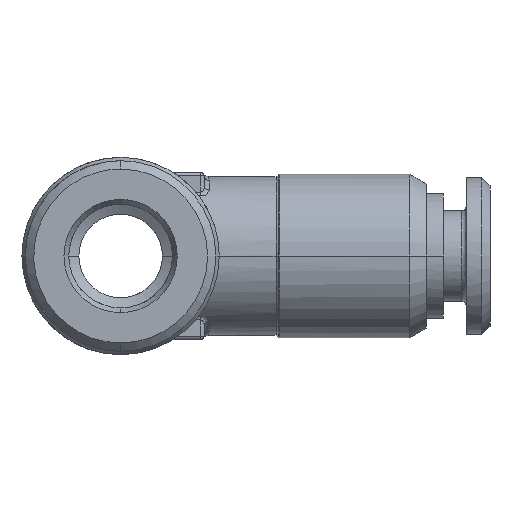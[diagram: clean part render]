
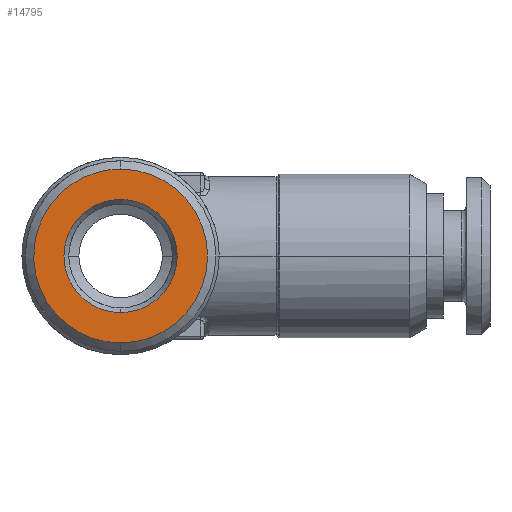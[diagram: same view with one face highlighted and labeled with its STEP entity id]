
A CAD part, left-side view. The second image highlights one B-rep face of the part: STEP entity #14795.
In plain terms, the highlighted planar face has unit normal (-1, 0, 0).
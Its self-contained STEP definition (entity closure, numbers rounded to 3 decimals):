
#14361=CARTESIAN_POINT('Vertex',(-23.8,0.,3.389)) ;
#14364=CARTESIAN_POINT('Axis2P3D Location',(-23.8,0.,0.)) ;
#14368=CARTESIAN_POINT('Vertex',(-23.8,0.,-3.389)) ;
#14441=CARTESIAN_POINT('Axis2P3D Location',(-23.8,0.,0.)) ;
#14750=CARTESIAN_POINT('Axis2P3D Location',(-23.8,0.,0.)) ;
#14756=CARTESIAN_POINT('Control Point',(-23.8,0.,-5.2)) ;
#14757=CARTESIAN_POINT('Control Point',(-23.8,0.559,-5.2)) ;
#14758=CARTESIAN_POINT('Control Point',(-23.8,1.117,-5.125)) ;
#14759=CARTESIAN_POINT('Control Point',(-23.8,1.662,-4.975)) ;
#14760=CARTESIAN_POINT('Control Point',(-23.8,2.699,-4.532)) ;
#14761=CARTESIAN_POINT('Control Point',(-23.8,3.582,-3.832)) ;
#14762=CARTESIAN_POINT('Control Point',(-23.8,3.974,-3.424)) ;
#14763=CARTESIAN_POINT('Control Point',(-23.8,4.638,-2.513)) ;
#14764=CARTESIAN_POINT('Control Point',(-23.8,5.038,-1.46)) ;
#14765=CARTESIAN_POINT('Control Point',(-23.8,5.166,-0.909)) ;
#14766=CARTESIAN_POINT('Control Point',(-23.8,5.271,0.213)) ;
#14767=CARTESIAN_POINT('Control Point',(-23.8,5.076,1.324)) ;
#14768=CARTESIAN_POINT('Control Point',(-23.8,4.904,1.862)) ;
#14769=CARTESIAN_POINT('Control Point',(-23.8,4.419,2.88)) ;
#14770=CARTESIAN_POINT('Control Point',(-23.8,3.684,3.734)) ;
#14771=CARTESIAN_POINT('Control Point',(-23.8,3.26,4.109)) ;
#14772=CARTESIAN_POINT('Control Point',(-23.8,2.394,4.688)) ;
#14773=CARTESIAN_POINT('Control Point',(-23.8,1.415,5.038)) ;
#14774=CARTESIAN_POINT('Control Point',(-23.8,0.949,5.146)) ;
#14775=CARTESIAN_POINT('Control Point',(-23.8,0.474,5.2)) ;
#14776=CARTESIAN_POINT('Control Point',(-23.8,0.,5.2)) ;
#14777=CARTESIAN_POINT('Vertex',(-23.8,0.,-5.2)) ;
#14779=CARTESIAN_POINT('Vertex',(-23.8,0.,5.2)) ;
#14782=CARTESIAN_POINT('Axis2P3D Location',(-23.8,0.,0.)) ;
#14365=DIRECTION('Axis2P3D Direction',(-1.,0.,0.)) ;
#14442=DIRECTION('Axis2P3D Direction',(-1.,0.,0.)) ;
#14751=DIRECTION('Axis2P3D Direction',(-1.,0.,0.)) ;
#14752=DIRECTION('Axis2P3D XDirection',(0.,0.,1.)) ;
#14783=DIRECTION('Axis2P3D Direction',(-1.,0.,0.)) ;
#14366=AXIS2_PLACEMENT_3D('Circle Axis2P3D',#14364,#14365,$) ;
#14443=AXIS2_PLACEMENT_3D('Circle Axis2P3D',#14441,#14442,$) ;
#14753=AXIS2_PLACEMENT_3D('Plane Axis2P3D',#14750,#14751,#14752) ;
#14784=AXIS2_PLACEMENT_3D('Circle Axis2P3D',#14782,#14783,$) ;
#14788=ORIENTED_EDGE('',*,*,#14781,.F.) ;
#14789=ORIENTED_EDGE('',*,*,#14786,.T.) ;
#14792=ORIENTED_EDGE('',*,*,#14445,.F.) ;
#14793=ORIENTED_EDGE('',*,*,#14370,.T.) ;
#14794=FACE_BOUND('',#14791,.T.) ;
#14795=ADVANCED_FACE('MANIFOLD_SOLID_BREP #8803',(#14790,#14794),#14754,.T.) ;
#14755=B_SPLINE_CURVE_WITH_KNOTS('',5,(#14756,#14757,#14758,#14759,#14760,#14761,#14762,#14763,#14764,#14765,#14766,#14767,#14768,#14769,#14770,#14771,#14772,#14773,#14774,#14775,#14776),.UNSPECIFIED.,.F.,.U.,(6,3,3,3,3,3,6),(0.,3.95,7.899,11.849,15.798,19.748,23.103),.UNSPECIFIED.) ;
#14367=CIRCLE('generated circle',#14366,3.389) ;
#14444=CIRCLE('generated circle',#14443,3.389) ;
#14785=CIRCLE('generated circle',#14784,5.2) ;
#14370=EDGE_CURVE('',#14369,#14362,#14367,.F.) ;
#14445=EDGE_CURVE('',#14369,#14362,#14444,.T.) ;
#14781=EDGE_CURVE('',#14778,#14780,#14755,.T.) ;
#14786=EDGE_CURVE('',#14778,#14780,#14785,.T.) ;
#14787=EDGE_LOOP('',(#14788,#14789)) ;
#14791=EDGE_LOOP('',(#14792,#14793)) ;
#14790=FACE_OUTER_BOUND('',#14787,.T.) ;
#14754=PLANE('',#14753) ;
#14362=VERTEX_POINT('',#14361) ;
#14369=VERTEX_POINT('',#14368) ;
#14778=VERTEX_POINT('',#14777) ;
#14780=VERTEX_POINT('',#14779) ;
